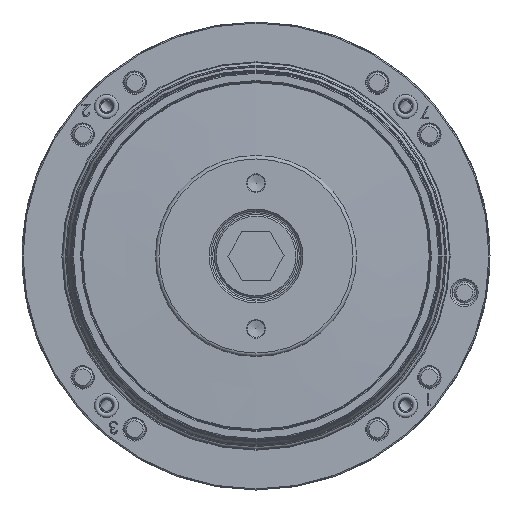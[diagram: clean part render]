
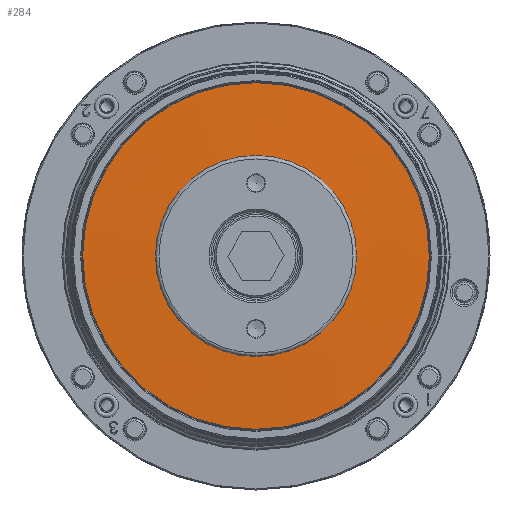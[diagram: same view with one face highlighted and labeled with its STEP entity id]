
A CAD part, front view. The second image highlights one B-rep face of the part: STEP entity #284.
In plain terms, the highlighted conical face has half-angle 87.853 degrees and reference radius 50 mm.
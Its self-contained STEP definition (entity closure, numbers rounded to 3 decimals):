
#120 = ORIENTED_EDGE ( 'NONE', *, *, #215, .T. ) ;
#215 = EDGE_CURVE ( 'NONE', #4143, #4143, #17149, .T. ) ;
#284 = ADVANCED_FACE ( 'NONE', ( #3699, #7913 ), #26715, .T. ) ;
#1688 = ORIENTED_EDGE ( 'NONE', *, *, #23634, .F. ) ;
#2857 = DIRECTION ( 'NONE',  ( 0., 0., 1. ) ) ;
#3297 = DIRECTION ( 'NONE',  ( 0.637, 0., -0.771 ) ) ;
#3699 = FACE_OUTER_BOUND ( 'NONE', #19717, .T. ) ;
#4143 = VERTEX_POINT ( 'NONE', #10388 ) ;
#5366 = AXIS2_PLACEMENT_3D ( 'NONE', #22986, #18868, #21057 ) ;
#7774 = CARTESIAN_POINT ( 'NONE',  ( 0., -81.337, 0. ) ) ;
#7874 = VERTEX_POINT ( 'NONE', #17765 ) ;
#7913 = FACE_BOUND ( 'NONE', #25491, .T. ) ;
#10388 = CARTESIAN_POINT ( 'NONE',  ( -31.834, -81.337, 38.556 ) ) ;
#10767 = CARTESIAN_POINT ( 'NONE',  ( 0., -82.208, 0. ) ) ;
#12277 = AXIS2_PLACEMENT_3D ( 'NONE', #7774, #22028, #3297 ) ;
#17149 = CIRCLE ( 'NONE', #5366, 50. ) ;
#17765 = CARTESIAN_POINT ( 'NONE',  ( 0., -82.208, 26.763 ) ) ;
#18868 = DIRECTION ( 'NONE',  ( 0., -1., 0. ) ) ;
#19717 = EDGE_LOOP ( 'NONE', ( #120 ) ) ;
#21057 = DIRECTION ( 'NONE',  ( -0.637, 0., 0.771 ) ) ;
#22028 = DIRECTION ( 'NONE',  ( 0., 1., 0. ) ) ;
#22986 = CARTESIAN_POINT ( 'NONE',  ( 0., -81.337, 0. ) ) ;
#23098 = DIRECTION ( 'NONE',  ( 0., -1., 0. ) ) ;
#23233 = CIRCLE ( 'NONE', #24521, 26.763 ) ;
#23634 = EDGE_CURVE ( 'NONE', #7874, #7874, #23233, .T. ) ;
#24521 = AXIS2_PLACEMENT_3D ( 'NONE', #10767, #23098, #2857 ) ;
#25491 = EDGE_LOOP ( 'NONE', ( #1688 ) ) ;
#26715 = CONICAL_SURFACE ( 'NONE', #12277, 50., 1.533 ) ;
